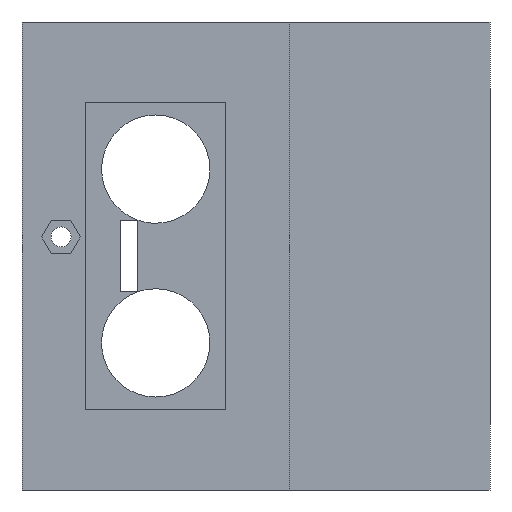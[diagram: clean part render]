
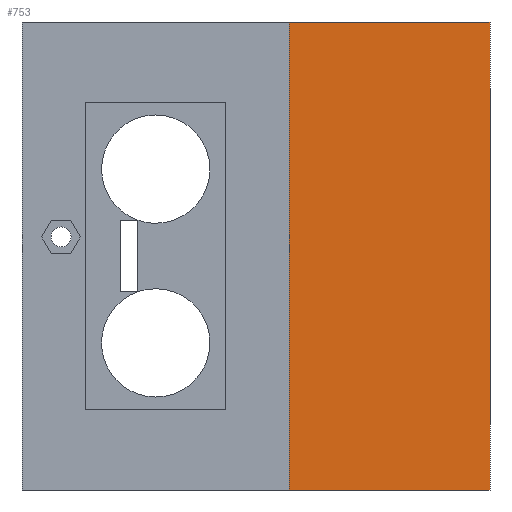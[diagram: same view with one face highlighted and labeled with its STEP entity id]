
A CAD part, left-side view. The second image highlights one B-rep face of the part: STEP entity #753.
In plain terms, the highlighted planar face has unit normal (-1, 0, 0).
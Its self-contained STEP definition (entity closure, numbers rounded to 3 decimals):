
#123=PLANE('',#820);
#157=FACE_OUTER_BOUND('',#198,.T.);
#198=EDGE_LOOP('',(#711,#712,#713,#714));
#216=LINE('',#1025,#299);
#277=LINE('',#1156,#360);
#282=LINE('',#1165,#365);
#288=LINE('',#1176,#371);
#299=VECTOR('',#844,10.);
#360=VECTOR('',#963,10.);
#365=VECTOR('',#970,10.);
#371=VECTOR('',#978,10.);
#386=VERTEX_POINT('',#1023);
#387=VERTEX_POINT('',#1024);
#428=VERTEX_POINT('',#1155);
#431=VERTEX_POINT('',#1164);
#444=EDGE_CURVE('',#386,#387,#216,.T.);
#511=EDGE_CURVE('',#428,#387,#277,.T.);
#516=EDGE_CURVE('',#428,#431,#282,.T.);
#522=EDGE_CURVE('',#386,#431,#288,.T.);
#711=ORIENTED_EDGE('',*,*,#522,.T.);
#712=ORIENTED_EDGE('',*,*,#516,.F.);
#713=ORIENTED_EDGE('',*,*,#511,.T.);
#714=ORIENTED_EDGE('',*,*,#444,.F.);
#753=ADVANCED_FACE('',(#157),#123,.T.);
#820=AXIS2_PLACEMENT_3D('',#1188,#995,#996);
#844=DIRECTION('',(0.,0.,-1.));
#963=DIRECTION('',(0.,-1.,0.));
#970=DIRECTION('',(0.,0.,1.));
#978=DIRECTION('',(0.,1.,0.));
#995=DIRECTION('center_axis',(-1.,0.,0.));
#996=DIRECTION('ref_axis',(0.,0.,1.));
#1023=CARTESIAN_POINT('',(-25.,-20.,35.));
#1024=CARTESIAN_POINT('',(-25.,-20.,-35.));
#1025=CARTESIAN_POINT('',(-25.,-20.,-35.));
#1155=CARTESIAN_POINT('',(-25.,10.,-35.));
#1156=CARTESIAN_POINT('',(-25.,0.,-35.));
#1164=CARTESIAN_POINT('',(-25.,10.,35.));
#1165=CARTESIAN_POINT('',(-25.,10.,-35.));
#1176=CARTESIAN_POINT('',(-25.,0.,35.));
#1188=CARTESIAN_POINT('Origin',(-25.,0.,-35.));
